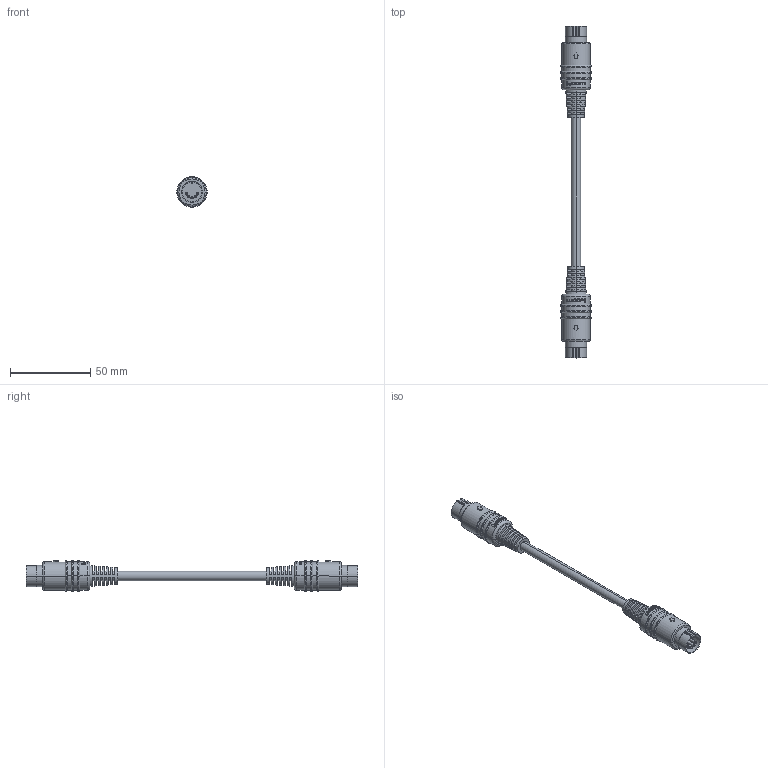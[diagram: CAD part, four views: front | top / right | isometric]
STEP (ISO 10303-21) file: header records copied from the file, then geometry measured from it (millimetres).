
FILE_DESCRIPTION (( 'STEP AP203' ), '1' );
FILE_NAME ('DK225MM.STEP', '2013-03-18T15:46:19', ( 'x' ), ( '' ), 'SwSTEP 2.0', 'SolidWorks 2012', '' );
FILE_SCHEMA (( 'CONFIG_CONTROL_DESIGN' ));
Length unit declared in the file: inch
Products named in the file (6): DK225MM; 3AB07-057_MALE w MTN-229 overmold body; MTN-229; MTN-230; 1AA03-007; 3AC03-012_5" length
Assembly tree (6 placements, depth 3):
  DK225MM
    3AC03-012_5" length
    3AB07-057_MALE w MTN-229 overmold body  x2
      1AA03-007
      MTN-230
      MTN-229
Bounding box: 18.8 x 206.25 x 18.8 mm (x, y, z)
Volume: 24999.8 mm3; surface area: 16684.7 mm2
Topology: 11 solids, 11 shells, 683 faces, 1793 edges, 1166 vertices
Faces by surface type: plane 312, cylinder 199, bspline 104, torus 40, cone 28
Entity records: 13655 total; most frequent: CARTESIAN_POINT 4828, ORIENTED_EDGE 1820, DIRECTION 1539, EDGE_CURVE 910, VERTEX_POINT 592, AXIS2_PLACEMENT_3D 553, LINE 433, VECTOR 433
